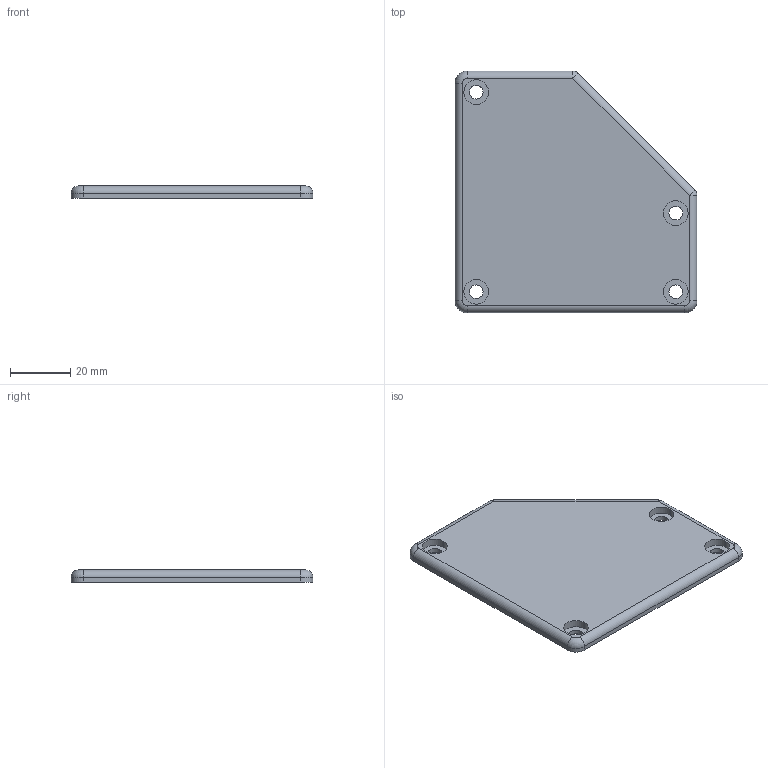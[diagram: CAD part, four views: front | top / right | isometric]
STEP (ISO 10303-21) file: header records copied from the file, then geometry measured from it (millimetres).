
FILE_DESCRIPTION (( 'STEP AP203' ), '1' );
FILE_NAME ('201808045_c_1.STEP', '2022-12-09T14:25:21', ( '' ), ( '' ), 'SwSTEP 2.0', 'SolidWorks 2014', '' );
FILE_SCHEMA (( 'CONFIG_CONTROL_DESIGN' ));
Length unit declared in the file: millimetre
Products named in the file (1): 201808045_c_1
Bounding box: 80 x 80 x 4 mm (x, y, z)
Volume: 21348.3 mm3; surface area: 12243.6 mm2
Topology: 1 solids, 1 shells, 42 faces, 98 edges, 60 vertices
Faces by surface type: cylinder 26, plane 11, torus 3, bspline 2
Entity records: 1356 total; most frequent: CARTESIAN_POINT 280, DIRECTION 227, ORIENTED_EDGE 192, EDGE_CURVE 96, AXIS2_PLACEMENT_3D 93, VERTEX_POINT 60, EDGE_LOOP 54, CIRCLE 52
